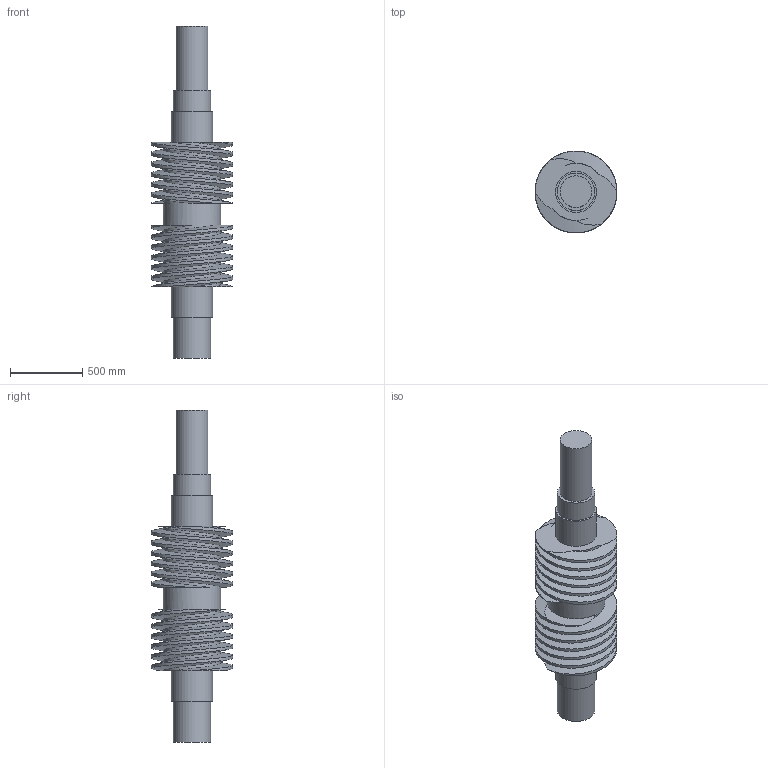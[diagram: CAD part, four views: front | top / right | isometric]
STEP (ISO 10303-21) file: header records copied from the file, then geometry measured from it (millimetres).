
FILE_DESCRIPTION(('Open CASCADE Model'),'2;1');
FILE_NAME('Open CASCADE Shape Model','2025-08-01T11:40:26',('Author'),( 'Open CASCADE'),'Open CASCADE STEP processor 7.7','Open CASCADE 7.7' ,'Unknown');
FILE_SCHEMA(('AUTOMOTIVE_DESIGN { 1 0 10303 214 1 1 1 1 }'));
Length unit declared in the file: millimetre
Products named in the file (1): Open CASCADE STEP translator 7.7 41
Bounding box: 566.7 x 566.7 x 2301.2 mm (x, y, z)
Volume: 243590915.9 mm3; surface area: 5613382.3 mm2
Topology: 1 solids, 1 shells, 53 faces, 138 edges, 92 vertices
Faces by surface type: cylinder 34, plane 11, bspline 8
Full cylindrical faces by diameter (mm): 220 x1, 260 x2, 285 x2, 396.68 x9, 566.7 x8
Entity records: 22189 total; most frequent: CARTESIAN_POINT 19865, DIRECTION 282, ORIENTED_EDGE 276, PCURVE 276, DEFINITIONAL_REPRESENTATION 276, B_SPLINE_CURVE_WITH_KNOTS 240, EDGE_CURVE 138, SURFACE_CURVE 132
